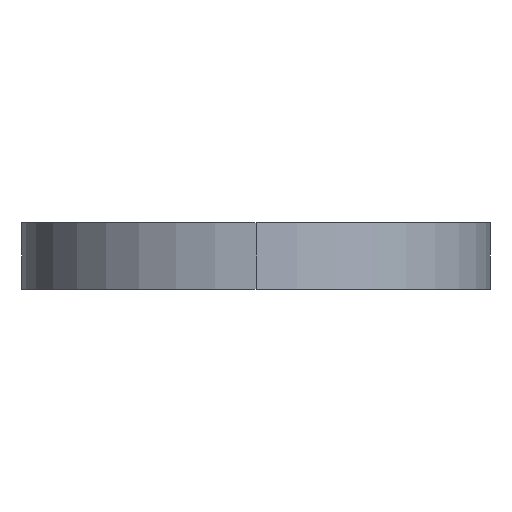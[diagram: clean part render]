
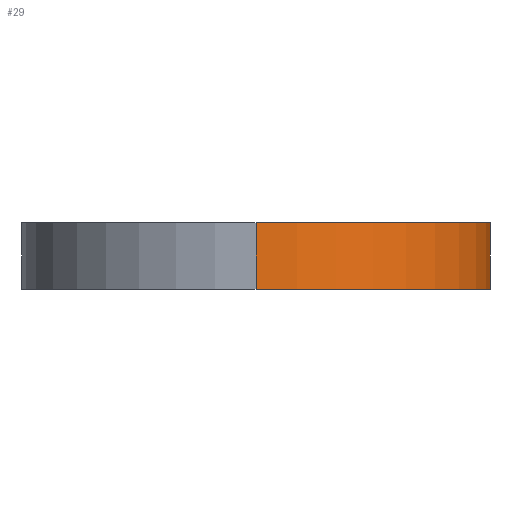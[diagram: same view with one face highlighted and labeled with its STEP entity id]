
A CAD part, left-side view. The second image highlights one B-rep face of the part: STEP entity #29.
In plain terms, the highlighted cylindrical face has radius 53.123 mm (diameter 106.246 mm), a partial arc.
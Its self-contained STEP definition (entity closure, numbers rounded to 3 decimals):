
#7 = CARTESIAN_POINT ( 'NONE',  ( -81.875, -53.123, 15. ) ) ;
#12 = AXIS2_PLACEMENT_3D ( 'NONE', #143, #378, #178 ) ;
#18 = CARTESIAN_POINT ( 'NONE',  ( -134.998, 0., 0. ) ) ;
#22 = AXIS2_PLACEMENT_3D ( 'NONE', #247, #318, #288 ) ;
#29 = ADVANCED_FACE ( 'NONE', ( #68 ), #237, .T. ) ;
#34 = DIRECTION ( 'NONE',  ( -1., 0., 0. ) ) ;
#40 = VECTOR ( 'NONE', #270, 1000. ) ;
#50 = CIRCLE ( 'NONE', #12, 53.123 ) ;
#55 = AXIS2_PLACEMENT_3D ( 'NONE', #232, #99, #34 ) ;
#60 = EDGE_LOOP ( 'NONE', ( #122, #216, #87, #89 ) ) ;
#68 = FACE_OUTER_BOUND ( 'NONE', #60, .T. ) ;
#70 = CARTESIAN_POINT ( 'NONE',  ( -134.998, 0., 15. ) ) ;
#87 = ORIENTED_EDGE ( 'NONE', *, *, #391, .T. ) ;
#89 = ORIENTED_EDGE ( 'NONE', *, *, #245, .F. ) ;
#96 = VECTOR ( 'NONE', #278, 1000. ) ;
#99 = DIRECTION ( 'NONE',  ( 0., 0., -1. ) ) ;
#107 = CARTESIAN_POINT ( 'NONE',  ( -81.875, -53.123, 0. ) ) ;
#122 = ORIENTED_EDGE ( 'NONE', *, *, #349, .F. ) ;
#123 = CARTESIAN_POINT ( 'NONE',  ( -134.998, 0., 15. ) ) ;
#138 = EDGE_CURVE ( 'NONE', #250, #355, #310, .T. ) ;
#143 = CARTESIAN_POINT ( 'NONE',  ( -81.875, 0., 0. ) ) ;
#178 = DIRECTION ( 'NONE',  ( 1., 0., 0. ) ) ;
#188 = LINE ( 'NONE', #7, #96 ) ;
#214 = VERTEX_POINT ( 'NONE', #335 ) ;
#216 = ORIENTED_EDGE ( 'NONE', *, *, #138, .T. ) ;
#223 = CIRCLE ( 'NONE', #22, 53.123 ) ;
#232 = CARTESIAN_POINT ( 'NONE',  ( -81.875, 0., 15. ) ) ;
#237 = CYLINDRICAL_SURFACE ( 'NONE', #55, 53.123 ) ;
#245 = EDGE_CURVE ( 'NONE', #214, #388, #188, .T. ) ;
#247 = CARTESIAN_POINT ( 'NONE',  ( -81.875, 0., 15. ) ) ;
#250 = VERTEX_POINT ( 'NONE', #70 ) ;
#270 = DIRECTION ( 'NONE',  ( 0., 0., -1. ) ) ;
#278 = DIRECTION ( 'NONE',  ( 0., 0., -1. ) ) ;
#288 = DIRECTION ( 'NONE',  ( 1., 0., 0. ) ) ;
#310 = LINE ( 'NONE', #123, #40 ) ;
#318 = DIRECTION ( 'NONE',  ( 0., 0., 1. ) ) ;
#335 = CARTESIAN_POINT ( 'NONE',  ( -81.875, -53.123, 15. ) ) ;
#349 = EDGE_CURVE ( 'NONE', #250, #214, #223, .T. ) ;
#355 = VERTEX_POINT ( 'NONE', #18 ) ;
#378 = DIRECTION ( 'NONE',  ( 0., 0., 1. ) ) ;
#388 = VERTEX_POINT ( 'NONE', #107 ) ;
#391 = EDGE_CURVE ( 'NONE', #355, #388, #50, .T. ) ;
